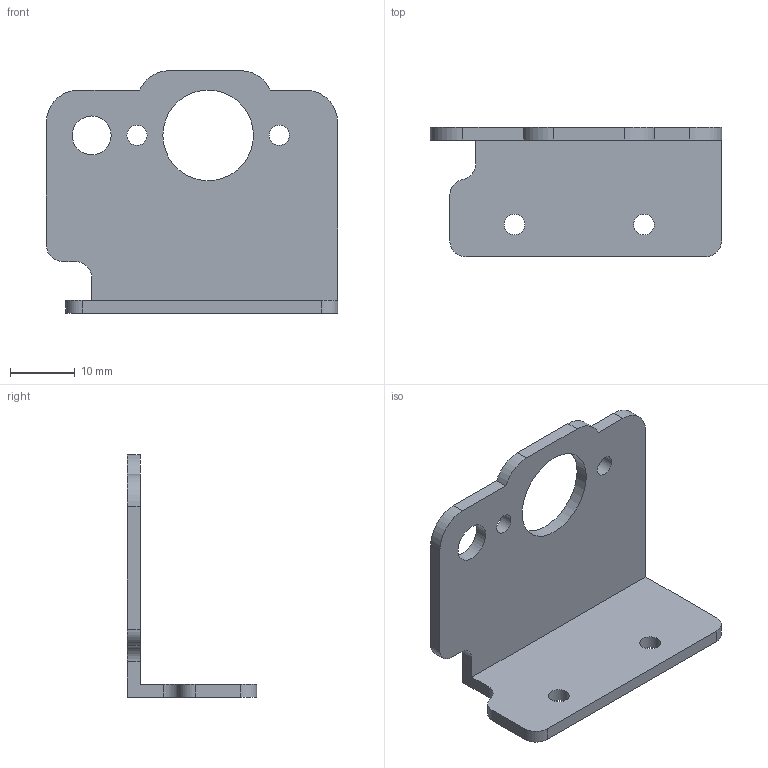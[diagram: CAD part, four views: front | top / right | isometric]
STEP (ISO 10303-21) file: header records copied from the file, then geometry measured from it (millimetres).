
FILE_DESCRIPTION(/* description */ (''),/* implementation_level */ '2;1');
FILE_NAME(/* name */ 'z_end_MT.stp',/* time_stamp */ '2015-03-03T21:01:46+09:00',/* author */ (''),/* organization */ (''),/* preprocessor_version */ 'ST-DEVELOPER v16',/* originating_system */ 'Autodesk Translator Framework v4.0.0.4510',/* authorisation */ '');
FILE_SCHEMA (('AUTOMOTIVE_DESIGN { 1 0 10303 214 3 1 1 }'));
Length unit declared in the file: centimetre
Products named in the file (1): z_end_left_bear v18
Bounding box: 45 x 20 x 37.5 mm (x, y, z)
Volume: 4108.6 mm3; surface area: 4703 mm2
Topology: 1 solids, 1 shells, 29 faces, 81 edges, 54 vertices
Faces by surface type: cylinder 16, plane 13
Full cylindrical faces by diameter (mm): 3.1 x2, 3.2 x2, 6 x1, 14 x1
Entity records: 965 total; most frequent: DIRECTION 167, CARTESIAN_POINT 159, ORIENTED_EDGE 150, EDGE_CURVE 75, AXIS2_PLACEMENT_3D 62, VERTEX_POINT 54, EDGE_LOOP 47, LINE 43
